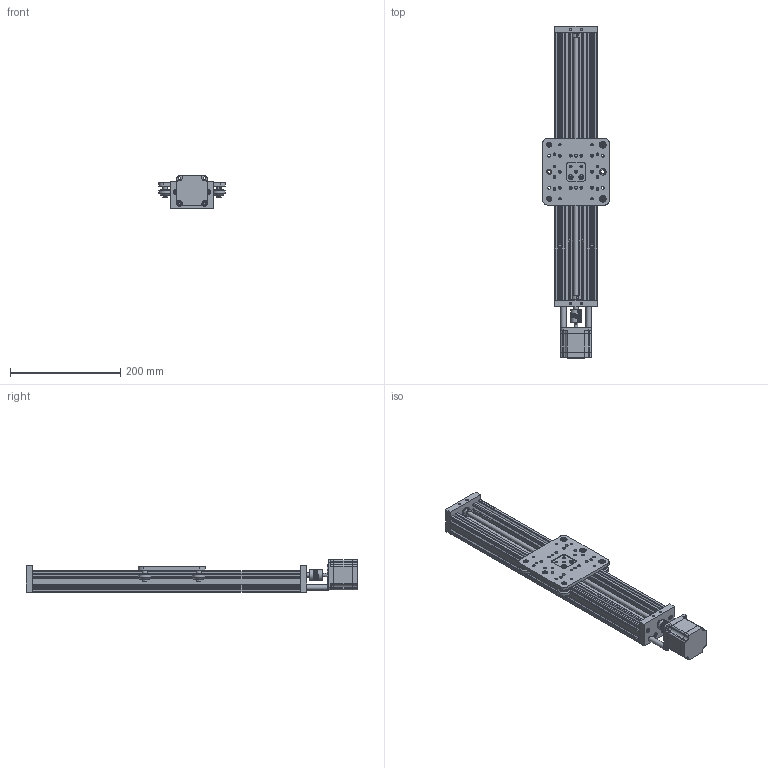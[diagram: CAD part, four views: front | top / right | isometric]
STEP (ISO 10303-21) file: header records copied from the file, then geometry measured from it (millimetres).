
FILE_DESCRIPTION(('FreeCAD Model'),'2;1');
FILE_NAME('Open CASCADE Shape Model','2025-05-04T16:40:53',('FreeCAD'),( 'FreeCAD'),'Open CASCADE STEP processor 7.6','FreeCAD','Unknown');
FILE_SCHEMA(('AUTOMOTIVE_DESIGN { 1 0 10303 214 1 1 1 1 }'));
Products named in the file (1): Open CASCADE STEP translator 7.6 1
Bounding box: 121.19 x 601.12 x 58.82 mm (x, y, z)
Volume: 736065.2 mm3; surface area: 521108 mm2
Topology: 60 solids, 60 shells, 1186 faces, 2815 edges, 1856 vertices
Faces by surface type: bspline 1186
Entity records: 39331 total; most frequent: CARTESIAN_POINT 22178, ORIENTED_EDGE 5622, EDGE_CURVE 2811, VERTEX_POINT 1856, B_SPLINE_CURVE_WITH_KNOTS 1765, FACE_BOUND 1523, EDGE_LOOP 1523, ADVANCED_FACE 1186
